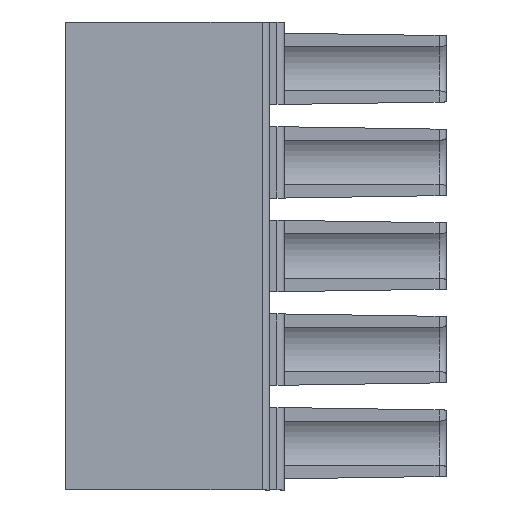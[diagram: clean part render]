
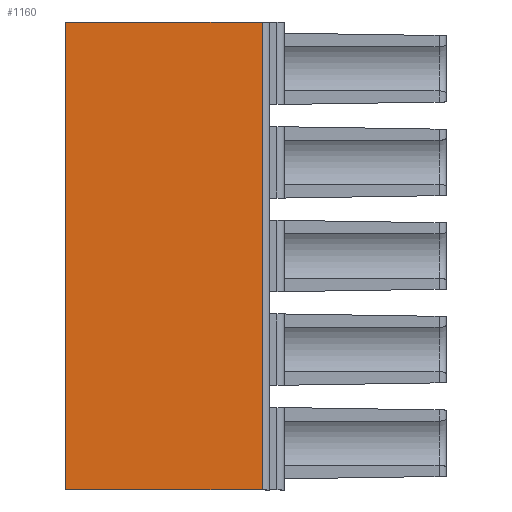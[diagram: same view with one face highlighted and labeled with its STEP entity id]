
A CAD part, front view. The second image highlights one B-rep face of the part: STEP entity #1160.
In plain terms, the highlighted planar face has unit normal (0, -1, 0).
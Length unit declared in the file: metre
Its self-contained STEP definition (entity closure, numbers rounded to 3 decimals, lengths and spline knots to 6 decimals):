
#1160=ADVANCED_FACE('',(#2370),#2371,.T.);
#2370=FACE_OUTER_BOUND('',#3600,.T.);
#2371=PLANE('',#3601);
#3600=EDGE_LOOP('',(#6900,#6901,#6902,#6903));
#3601=AXIS2_PLACEMENT_3D('',#6904,#6905,#6906);
#6900=ORIENTED_EDGE('',*,*,#8492,.F.);
#6901=ORIENTED_EDGE('',*,*,#7963,.F.);
#6902=ORIENTED_EDGE('',*,*,#8494,.T.);
#6903=ORIENTED_EDGE('',*,*,#7952,.T.);
#6904=CARTESIAN_POINT('',(0.006473,0.00051,0.002633));
#6905=DIRECTION('',(0.,-1.0,0.));
#6906=DIRECTION('',(0.,0.,1.0));
#7952=EDGE_CURVE('',#9688,#9686,#9689,.T.);
#7963=EDGE_CURVE('',#9706,#9707,#9708,.T.);
#8492=EDGE_CURVE('',#9707,#9686,#10491,.T.);
#8494=EDGE_CURVE('',#9706,#9688,#10493,.T.);
#9686=VERTEX_POINT('',#12270);
#9688=VERTEX_POINT('',#12272);
#9689=LINE('',#12273,#12274);
#9706=VERTEX_POINT('',#12298);
#9707=VERTEX_POINT('',#12299);
#9708=LINE('',#12300,#12301);
#10491=LINE('',#13480,#13481);
#10493=LINE('',#13483,#13484);
#12270=CARTESIAN_POINT('',(0.006473,0.00051,-0.008022));
#12272=CARTESIAN_POINT('',(-0.001527,0.00051,-0.008022));
#12273=CARTESIAN_POINT('',(0.013673,0.00051,-0.008022));
#12274=VECTOR('',#14320,1.0);
#12298=CARTESIAN_POINT('',(-0.001527,0.00051,0.011028));
#12299=CARTESIAN_POINT('',(0.006473,0.00051,0.011028));
#12300=CARTESIAN_POINT('',(0.013673,0.00051,0.011028));
#12301=VECTOR('',#14331,1.0);
#13480=CARTESIAN_POINT('',(0.006473,0.00051,0.002633));
#13481=VECTOR('',#14862,1.0);
#13483=CARTESIAN_POINT('',(-0.001527,0.00051,0.002633));
#13484=VECTOR('',#14863,1.0);
#14320=DIRECTION('',(1.0,0.,0.));
#14331=DIRECTION('',(1.0,0.,0.));
#14862=DIRECTION('',(0.,0.,-1.0));
#14863=DIRECTION('',(0.,0.,-1.0));
